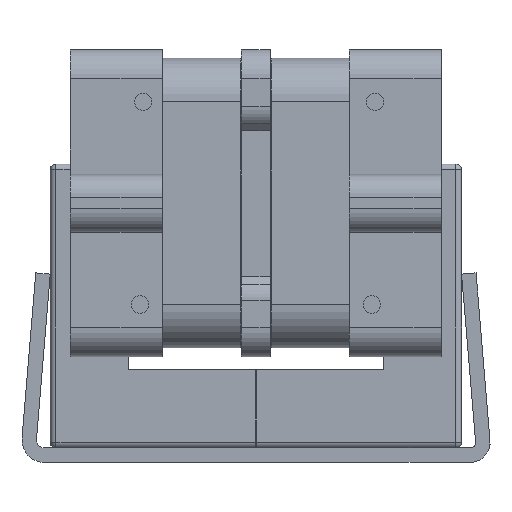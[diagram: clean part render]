
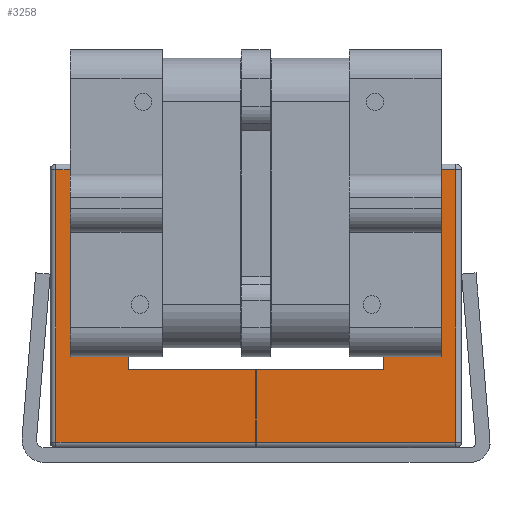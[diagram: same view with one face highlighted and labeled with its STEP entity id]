
A CAD part, front view. The second image highlights one B-rep face of the part: STEP entity #3258.
In plain terms, the highlighted face is planar.
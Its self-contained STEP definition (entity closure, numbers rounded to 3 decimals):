
#358=FACE_OUTER_BOUND('',#543,.T.);
#543=EDGE_LOOP('',(#2655,#2656,#2657,#2658,#2659,#2660,#2661,#2662,#2663,
#2664,#2665,#2666));
#835=LINE('',#5314,#1158);
#866=LINE('',#5381,#1189);
#867=LINE('',#5383,#1190);
#868=LINE('',#5384,#1191);
#869=LINE('',#5386,#1192);
#870=LINE('',#5388,#1193);
#871=LINE('',#5390,#1194);
#872=LINE('',#5392,#1195);
#873=LINE('',#5394,#1196);
#874=LINE('',#5396,#1197);
#875=LINE('',#5398,#1198);
#876=LINE('',#5399,#1199);
#1158=VECTOR('',#4379,1000.);
#1189=VECTOR('',#4422,1000.);
#1190=VECTOR('',#4423,1000.);
#1191=VECTOR('',#4424,1000.);
#1192=VECTOR('',#4425,1000.);
#1193=VECTOR('',#4426,1000.);
#1194=VECTOR('',#4427,1000.);
#1195=VECTOR('',#4428,1000.);
#1196=VECTOR('',#4429,1000.);
#1197=VECTOR('',#4430,1000.);
#1198=VECTOR('',#4431,1000.);
#1199=VECTOR('',#4432,1000.);
#1454=VERTEX_POINT('',#5312);
#1455=VERTEX_POINT('',#5313);
#1484=VERTEX_POINT('',#5379);
#1485=VERTEX_POINT('',#5380);
#1486=VERTEX_POINT('',#5382);
#1487=VERTEX_POINT('',#5385);
#1488=VERTEX_POINT('',#5387);
#1489=VERTEX_POINT('',#5389);
#1490=VERTEX_POINT('',#5391);
#1491=VERTEX_POINT('',#5393);
#1492=VERTEX_POINT('',#5395);
#1493=VERTEX_POINT('',#5397);
#1851=EDGE_CURVE('',#1454,#1455,#835,.T.);
#1882=EDGE_CURVE('',#1484,#1485,#866,.T.);
#1883=EDGE_CURVE('',#1485,#1486,#867,.T.);
#1884=EDGE_CURVE('',#1486,#1455,#868,.T.);
#1885=EDGE_CURVE('',#1487,#1454,#869,.T.);
#1886=EDGE_CURVE('',#1488,#1487,#870,.T.);
#1887=EDGE_CURVE('',#1489,#1488,#871,.T.);
#1888=EDGE_CURVE('',#1490,#1489,#872,.T.);
#1889=EDGE_CURVE('',#1490,#1491,#873,.T.);
#1890=EDGE_CURVE('',#1491,#1492,#874,.T.);
#1891=EDGE_CURVE('',#1492,#1493,#875,.T.);
#1892=EDGE_CURVE('',#1493,#1484,#876,.T.);
#2655=ORIENTED_EDGE('',*,*,#1882,.T.);
#2656=ORIENTED_EDGE('',*,*,#1883,.T.);
#2657=ORIENTED_EDGE('',*,*,#1884,.T.);
#2658=ORIENTED_EDGE('',*,*,#1851,.F.);
#2659=ORIENTED_EDGE('',*,*,#1885,.F.);
#2660=ORIENTED_EDGE('',*,*,#1886,.F.);
#2661=ORIENTED_EDGE('',*,*,#1887,.F.);
#2662=ORIENTED_EDGE('',*,*,#1888,.F.);
#2663=ORIENTED_EDGE('',*,*,#1889,.T.);
#2664=ORIENTED_EDGE('',*,*,#1890,.T.);
#2665=ORIENTED_EDGE('',*,*,#1891,.T.);
#2666=ORIENTED_EDGE('',*,*,#1892,.T.);
#2943=PLANE('',#3617);
#3258=ADVANCED_FACE('',(#358),#2943,.T.);
#3617=AXIS2_PLACEMENT_3D('',#5378,#4420,#4421);
#4379=DIRECTION('',(1.,0.,0.));
#4420=DIRECTION('center_axis',(0.,0.,-1.));
#4421=DIRECTION('ref_axis',(-1.,0.,0.));
#4422=DIRECTION('',(0.,1.,0.));
#4423=DIRECTION('',(1.,0.,0.));
#4424=DIRECTION('',(0.,-1.,0.));
#4425=DIRECTION('',(0.,1.,0.));
#4426=DIRECTION('',(-1.,0.,0.));
#4427=DIRECTION('',(0.,-1.,0.));
#4428=DIRECTION('',(1.,0.,0.));
#4429=DIRECTION('',(0.,1.,0.));
#4430=DIRECTION('',(1.,0.,0.));
#4431=DIRECTION('',(0.,-1.,0.));
#4432=DIRECTION('',(-1.,0.,0.));
#5312=CARTESIAN_POINT('',(-4.4,12.1,-1.35));
#5313=CARTESIAN_POINT('',(-0.01,12.1,-1.35));
#5314=CARTESIAN_POINT('',(-7.1,12.1,-1.35));
#5378=CARTESIAN_POINT('Origin',(0.,0.,-1.35));
#5379=CARTESIAN_POINT('',(-6.9,5.2,-1.35));
#5380=CARTESIAN_POINT('',(-6.9,14.6,-1.35));
#5381=CARTESIAN_POINT('',(-6.9,0.,-1.35));
#5382=CARTESIAN_POINT('',(-0.01,14.6,-1.35));
#5383=CARTESIAN_POINT('',(0.,14.6,-1.35));
#5384=CARTESIAN_POINT('',(-0.01,12.1,-1.35));
#5385=CARTESIAN_POINT('',(-4.4,7.7,-1.35));
#5386=CARTESIAN_POINT('',(-4.4,5.,-1.35));
#5387=CARTESIAN_POINT('',(4.4,7.7,-1.35));
#5388=CARTESIAN_POINT('',(-7.1,7.7,-1.35));
#5389=CARTESIAN_POINT('',(4.4,12.1,-1.35));
#5390=CARTESIAN_POINT('',(4.4,5.,-1.35));
#5391=CARTESIAN_POINT('',(0.01,12.1,-1.35));
#5392=CARTESIAN_POINT('',(-7.1,12.1,-1.35));
#5393=CARTESIAN_POINT('',(0.01,14.6,-1.35));
#5394=CARTESIAN_POINT('',(0.01,12.1,-1.35));
#5395=CARTESIAN_POINT('',(6.9,14.6,-1.35));
#5396=CARTESIAN_POINT('',(0.,14.6,-1.35));
#5397=CARTESIAN_POINT('',(6.9,5.2,-1.35));
#5398=CARTESIAN_POINT('',(6.9,0.,-1.35));
#5399=CARTESIAN_POINT('',(0.,5.2,-1.35));
